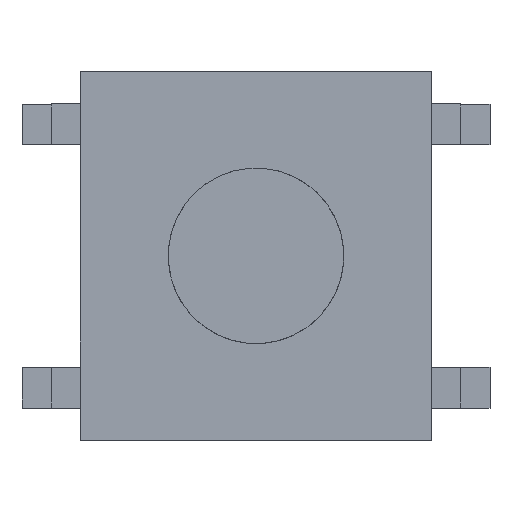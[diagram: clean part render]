
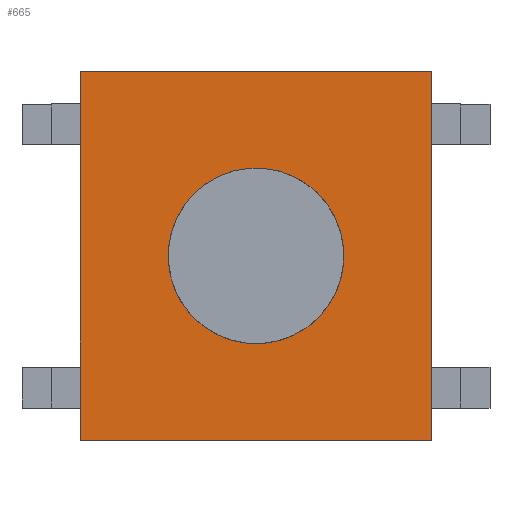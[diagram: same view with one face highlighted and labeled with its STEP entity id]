
A CAD part, top view. The second image highlights one B-rep face of the part: STEP entity #665.
In plain terms, the highlighted planar face has unit normal (0, 0, 1).
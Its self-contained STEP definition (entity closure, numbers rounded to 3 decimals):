
#40 = VERTEX_POINT('',#41);
#41 = CARTESIAN_POINT('',(-1.054,1.018,2.6));
#47 = EDGE_CURVE('',#40,#48,#50,.T.);
#48 = VERTEX_POINT('',#49);
#49 = CARTESIAN_POINT('',(0.,-1.55,2.6));
#50 = CIRCLE('',#51,1.5);
#51 = AXIS2_PLACEMENT_3D('',#52,#53,#54);
#52 = CARTESIAN_POINT('',(0.,-0.05,2.6));
#53 = DIRECTION('',(-0.,0.,1.));
#54 = DIRECTION('',(0.,-1.,0.));
#56 = EDGE_CURVE('',#48,#40,#57,.T.);
#57 = CIRCLE('',#58,1.5);
#58 = AXIS2_PLACEMENT_3D('',#59,#60,#61);
#59 = CARTESIAN_POINT('',(0.,-0.05,2.6));
#60 = DIRECTION('',(-0.,0.,1.));
#61 = DIRECTION('',(0.,-1.,0.));
#361 = VERTEX_POINT('',#362);
#362 = CARTESIAN_POINT('',(-3.,-3.2,2.6));
#368 = EDGE_CURVE('',#369,#361,#371,.T.);
#369 = VERTEX_POINT('',#370);
#370 = CARTESIAN_POINT('',(-3.,3.1,2.6));
#371 = LINE('',#372,#373);
#372 = CARTESIAN_POINT('',(-3.,3.1,2.6));
#373 = VECTOR('',#374,1.);
#374 = DIRECTION('',(0.,-1.,0.));
#463 = VERTEX_POINT('',#464);
#464 = CARTESIAN_POINT('',(3.,-3.2,2.6));
#470 = EDGE_CURVE('',#361,#463,#471,.T.);
#471 = LINE('',#472,#473);
#472 = CARTESIAN_POINT('',(-3.,-3.2,2.6));
#473 = VECTOR('',#474,1.);
#474 = DIRECTION('',(1.,0.,0.));
#647 = EDGE_CURVE('',#648,#369,#650,.T.);
#648 = VERTEX_POINT('',#649);
#649 = CARTESIAN_POINT('',(3.,3.1,2.6));
#650 = LINE('',#651,#652);
#651 = CARTESIAN_POINT('',(-3.,3.1,2.6));
#652 = VECTOR('',#653,1.);
#653 = DIRECTION('',(-1.,0.,0.));
#665 = ADVANCED_FACE('',(#666,#677),#681,.T.);
#666 = FACE_BOUND('',#667,.T.);
#667 = EDGE_LOOP('',(#668,#669,#670,#676));
#668 = ORIENTED_EDGE('',*,*,#368,.T.);
#669 = ORIENTED_EDGE('',*,*,#470,.T.);
#670 = ORIENTED_EDGE('',*,*,#671,.T.);
#671 = EDGE_CURVE('',#463,#648,#672,.T.);
#672 = LINE('',#673,#674);
#673 = CARTESIAN_POINT('',(3.,3.1,2.6));
#674 = VECTOR('',#675,1.);
#675 = DIRECTION('',(0.,1.,0.));
#676 = ORIENTED_EDGE('',*,*,#647,.T.);
#677 = FACE_BOUND('',#678,.T.);
#678 = EDGE_LOOP('',(#679,#680));
#679 = ORIENTED_EDGE('',*,*,#56,.F.);
#680 = ORIENTED_EDGE('',*,*,#47,.F.);
#681 = PLANE('',#682);
#682 = AXIS2_PLACEMENT_3D('',#683,#684,#685);
#683 = CARTESIAN_POINT('',(-3.,-3.2,2.6));
#684 = DIRECTION('',(0.,0.,1.));
#685 = DIRECTION('',(0.,-1.,0.));
